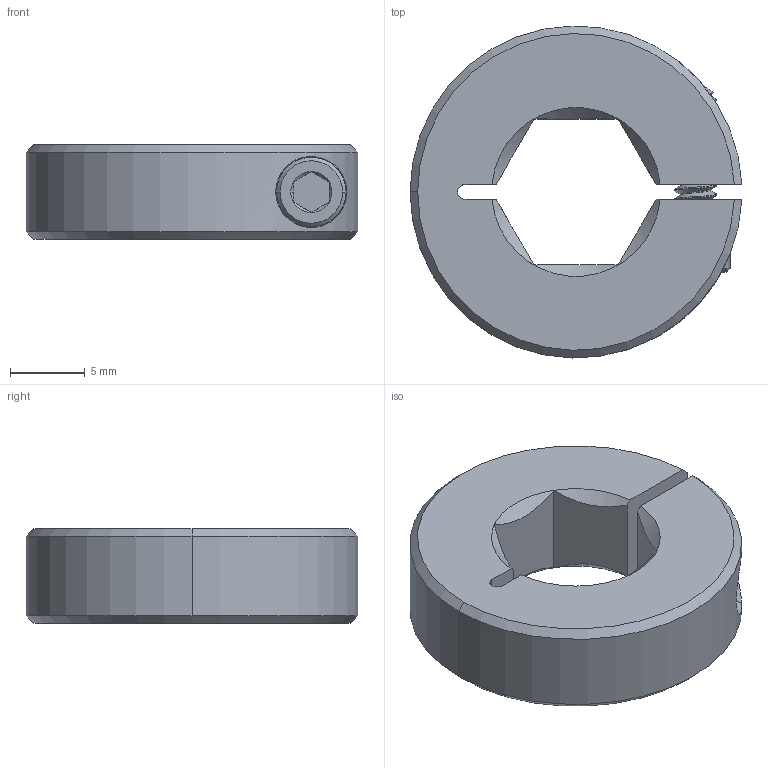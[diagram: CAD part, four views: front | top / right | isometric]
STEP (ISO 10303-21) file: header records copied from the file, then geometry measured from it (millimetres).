
FILE_DESCRIPTION (( 'STEP AP203' ), '1' );
FILE_NAME ('217-2739.20121205.STEP', '2012-12-05T23:59:36', ( 'svradm' ), ( 'Microsoft' ), 'SwSTEP 2.0', 'SolidWorks 2012', '' );
FILE_SCHEMA (( 'CONFIG_CONTROL_DESIGN' ));
Length unit declared in the file: inch
Products named in the file (1): 217-2739.20121205
Bounding box: 22.21 x 22.22 x 6.35 mm (x, y, z)
Volume: 1807.4 mm3; surface area: 1595.8 mm2
Topology: 2 solids, 2 shells, 118 faces, 315 edges, 204 vertices
Faces by surface type: cylinder 73, plane 23, cone 20, bspline 2
Entity records: 5434 total; most frequent: CARTESIAN_POINT 2818, ORIENTED_EDGE 630, DIRECTION 433, EDGE_CURVE 315, VERTEX_POINT 204, AXIS2_PLACEMENT_3D 162, EDGE_LOOP 125, FACE_OUTER_BOUND 118
